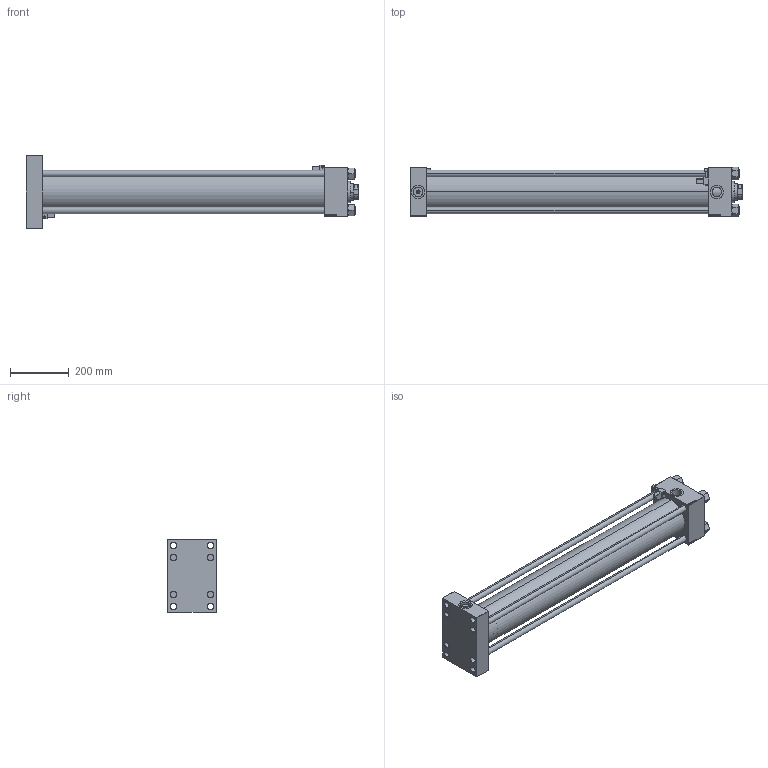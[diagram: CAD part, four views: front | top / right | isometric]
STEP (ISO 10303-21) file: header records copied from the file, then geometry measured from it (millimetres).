
FILE_DESCRIPTION (( 'STEP AP203' ), '1' );
FILE_NAME ('2182.STEP', '2023-08-23T04:12:21', ( '' ), ( '' ), 'SwSTEP 2.0', 'SolidWorks 2019', '' );
FILE_SCHEMA (( 'CONFIG_CONTROL_DESIGN' ));
Length unit declared in the file: millimetre
Products named in the file (7): V215CR_VCP_E 30943358a79e96930847e6bf8fcb8ccf; V215_VC_A 30943358a79e96930847e6bf8fcb8ccf; NUT_M5_E 30943358a79e96930847e6bf8fcb8ccf; V215CR_TYCINKA_E 30943358a79e96930847e6bf8fcb8ccf; V215CR_MSU 30943358a79e96930847e6bf8fcb8ccf; 2182; V215CR_E_Body 30943358a79e96930847e6bf8fcb8ccf
Assembly tree (13 placements, depth 2):
  2182
    V215CR_E_Body 30943358a79e96930847e6bf8fcb8ccf
    V215CR_VCP_E 30943358a79e96930847e6bf8fcb8ccf
    V215CR_TYCINKA_E 30943358a79e96930847e6bf8fcb8ccf  x4
    NUT_M5_E 30943358a79e96930847e6bf8fcb8ccf  x4
    V215_VC_A 30943358a79e96930847e6bf8fcb8ccf
    V215CR_MSU 30943358a79e96930847e6bf8fcb8ccf  x2
Bounding box: 1132 x 169.14 x 247 mm (x, y, z)
Volume: 9783248.6 mm3; surface area: 1690937.8 mm2
Topology: 13 solids, 13 shells, 1338 faces, 3376 edges, 2153 vertices
Faces by surface type: plane 604, bspline 392, cone 152, cylinder 146, sphere 24, torus 20
Entity records: 52752 total; most frequent: CARTESIAN_POINT 27578, ORIENTED_EDGE 5634, DIRECTION 3745, EDGE_CURVE 2817, VERTEX_POINT 1835, VECTOR 1681, LINE 1681, EDGE_LOOP 1242
